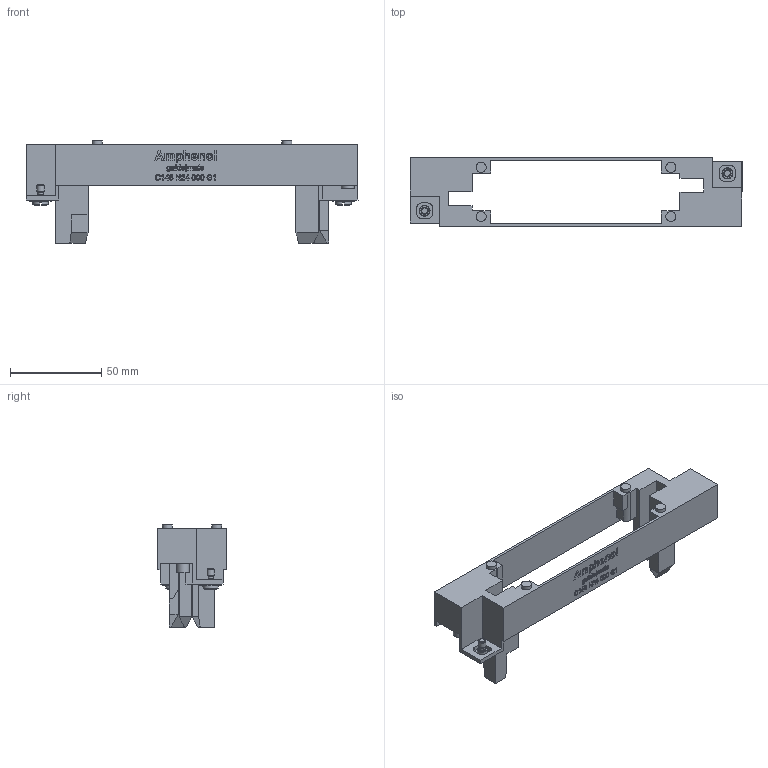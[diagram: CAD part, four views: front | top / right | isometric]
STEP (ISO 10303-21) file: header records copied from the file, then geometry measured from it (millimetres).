
FILE_DESCRIPTION(/* description */ (''),/* implementation_level */ '2;1');
FILE_NAME(/* name */ 'c146 n24 000 g1.stp',/* time_stamp */ '2017-11-08T08:21:00+01:00',/* author */ (''),/* organization */ (''),/* preprocessor_version */ 'ST-DEVELOPER v16',/* originating_system */ 'SIEMENS PLM Software NX 11.0',/* authorisation */ '');
FILE_SCHEMA (('AP203_CONFIGURATION_CONTROLLED_3D_DESIGN_OF_MECHANICAL_PARTS_AND_ASSEMBLIES_MIM_LF { 1 0 10303 403 2 1 2}'));
Length unit declared in the file: millimetre
Products named in the file (1): c146 n10 000 g1nxm001-01
Bounding box: 182 x 37.7 x 56 mm (x, y, z)
Volume: 62680.6 mm3; surface area: 31483.5 mm2
Topology: 5 solids, 7 shells, 487 faces, 1214 edges, 802 vertices
Faces by surface type: plane 336, extrusion 93, cylinder 34, cone 22, torus 2
Full cylindrical faces by diameter (mm): 2.5 x4, 2.874 x2, 2.9 x2, 3 x2, 3.5 x4, 4 x2, 5.5 x6, 6 x2, 7 x2, 8.5 x2, 12 x2
Entity records: 16789 total; most frequent: CARTESIAN_POINT 6127, ORIENTED_EDGE 2324, DIRECTION 1659, EDGE_CURVE 1162, VERTEX_POINT 792, VECTOR 657, EDGE_LOOP 604, B_SPLINE_CURVE_WITH_KNOTS 577
